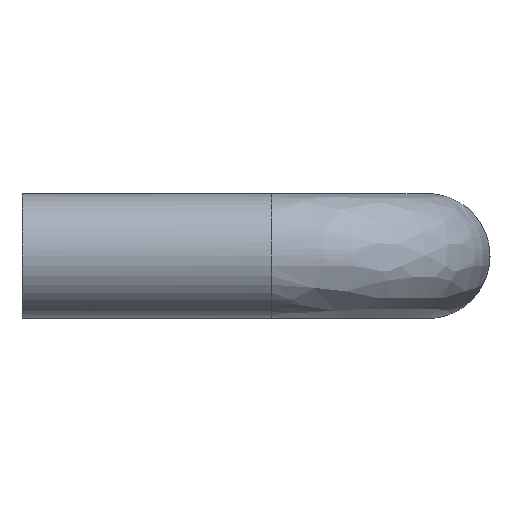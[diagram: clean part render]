
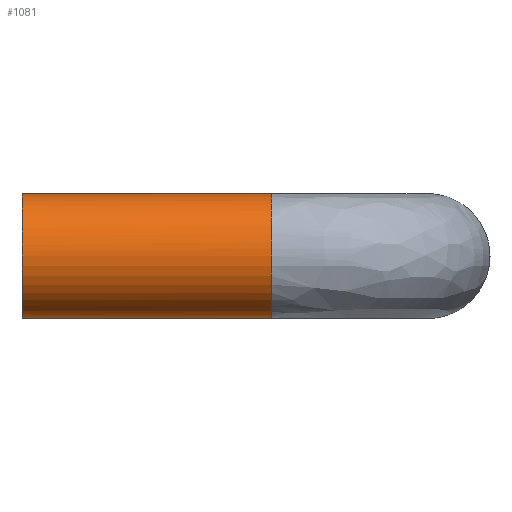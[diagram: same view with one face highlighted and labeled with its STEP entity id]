
A CAD part, left-side view. The second image highlights one B-rep face of the part: STEP entity #1081.
In plain terms, the highlighted free-form (B-spline) face has degree [2, 1] with [7, 2] control points.
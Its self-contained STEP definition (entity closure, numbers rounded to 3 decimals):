
#884=CARTESIAN_POINT('',(1.937,-16.0,-3.5));
#885=VERTEX_POINT('',#884);
#901=CARTESIAN_POINT('',(1.937,0.,-3.5));
#902=VERTEX_POINT('',#901);
#903=CARTESIAN_POINT('',(1.937,0.,-3.5));
#904=CARTESIAN_POINT('',(1.937,-16.0,-3.5));
#905=QUASI_UNIFORM_CURVE('',1,(#903,#904),.UNSPECIFIED.,.F.,.U.);
#906=EDGE_CURVE('',#902,#885,#905,.T.);
#923=CARTESIAN_POINT('',(2.949,0.,2.702));
#924=VERTEX_POINT('',#923);
#938=CARTESIAN_POINT('',(2.949,-16.,2.702));
#939=VERTEX_POINT('',#938);
#940=CARTESIAN_POINT('',(2.949,0.,2.702));
#941=CARTESIAN_POINT('',(2.949,-16.,2.702));
#942=QUASI_UNIFORM_CURVE('',1,(#940,#941),.UNSPECIFIED.,.F.,.U.);
#943=EDGE_CURVE('',#924,#939,#942,.T.);
#961=CARTESIAN_POINT('',(2.949,0.4,2.702));
#962=CARTESIAN_POINT('',(0.247,0.4,5.651));
#963=CARTESIAN_POINT('',(-2.702,0.4,2.949));
#964=CARTESIAN_POINT('',(-5.651,0.4,0.247));
#965=CARTESIAN_POINT('',(-2.949,0.4,-2.702));
#966=CARTESIAN_POINT('',(-0.82,0.4,-5.026));
#967=CARTESIAN_POINT('',(1.937,0.4,-3.5));
#968=CARTESIAN_POINT('',(2.949,-16.41,2.702));
#969=CARTESIAN_POINT('',(0.247,-16.41,5.651));
#970=CARTESIAN_POINT('',(-2.702,-16.41,2.949));
#971=CARTESIAN_POINT('',(-5.651,-16.41,0.247));
#972=CARTESIAN_POINT('',(-2.949,-16.41,-2.702));
#973=CARTESIAN_POINT('',(-0.82,-16.41,-5.026));
#974=CARTESIAN_POINT('',(1.937,-16.41,-3.5));
#982=(BOUNDED_SURFACE()B_SPLINE_SURFACE(2,1,((#961,#968),(#962,#969),(#963,#970),(#964,#971),(#965,#972),(#966,#973),(#967,#974)),.UNSPECIFIED.,.F.,.F.,.U.)B_SPLINE_SURFACE_WITH_KNOTS((3,2,2,3),(2,2),(0.0,6.627,13.255,18.822),(0.0,16.81),.UNSPECIFIED.)GEOMETRIC_REPRESENTATION_ITEM()RATIONAL_B_SPLINE_SURFACE(((1.0,1.0),(0.707,0.707),(1.0,1.0),(0.707,0.707),(1.0,1.0),(0.754,0.754),(0.921,0.921)))REPRESENTATION_ITEM('')SURFACE());
#983=CARTESIAN_POINT('',(-0.279,-16.,-3.99));
#984=VERTEX_POINT('',#983);
#985=CARTESIAN_POINT('',(-0.279,-16.,-3.99));
#986=CARTESIAN_POINT('',(-0.14,-16.,-4.));
#987=CARTESIAN_POINT('',(0.,-16.0,-4.0));
#988=CARTESIAN_POINT('',(1.033,-16.,-4.));
#989=CARTESIAN_POINT('',(1.937,-16.,-3.5));
#997=(BOUNDED_CURVE()B_SPLINE_CURVE(2,(#985,#986,#987,#988,#989),.UNSPECIFIED.,.F.,.U.)B_SPLINE_CURVE_WITH_KNOTS((3,2,3),(0.238,0.25,0.332),.UNSPECIFIED.)CURVE()GEOMETRIC_REPRESENTATION_ITEM()RATIONAL_B_SPLINE_CURVE((0.973,0.986,1.0,0.903,0.87))REPRESENTATION_ITEM(''));
#998=EDGE_CURVE('',#984,#885,#997,.T.);
#999=ORIENTED_EDGE('',*,*,#998,.F.);
#1000=CARTESIAN_POINT('',(-4.,-16.0,0.0));
#1001=VERTEX_POINT('',#1000);
#1002=CARTESIAN_POINT('',(-4.,-16.0,0.0));
#1003=CARTESIAN_POINT('',(-4.,-16.,-3.73));
#1004=CARTESIAN_POINT('',(-0.279,-16.,-3.99));
#1012=(BOUNDED_CURVE()B_SPLINE_CURVE(2,(#1002,#1003,#1004),.UNSPECIFIED.,.F.,.U.)B_SPLINE_CURVE_WITH_KNOTS((3,3),(0.0,0.238),.UNSPECIFIED.)CURVE()GEOMETRIC_REPRESENTATION_ITEM()RATIONAL_B_SPLINE_CURVE((1.0,0.721,0.973))REPRESENTATION_ITEM(''));
#1013=EDGE_CURVE('',#1001,#984,#1012,.T.);
#1014=ORIENTED_EDGE('',*,*,#1013,.F.);
#1015=CARTESIAN_POINT('',(0.05,-16.,4.));
#1016=VERTEX_POINT('',#1015);
#1017=CARTESIAN_POINT('',(0.05,-16.,4.));
#1018=CARTESIAN_POINT('',(0.025,-16.,4.));
#1019=CARTESIAN_POINT('',(0.,-16.0,4.0));
#1020=CARTESIAN_POINT('',(-4.,-16.,4.));
#1021=CARTESIAN_POINT('',(-4.,-16.0,0.0));
#1029=(BOUNDED_CURVE()B_SPLINE_CURVE(2,(#1017,#1018,#1019,#1020,#1021),.UNSPECIFIED.,.F.,.U.)B_SPLINE_CURVE_WITH_KNOTS((3,2,3),(0.748,0.75,1.0),.UNSPECIFIED.)CURVE()GEOMETRIC_REPRESENTATION_ITEM()RATIONAL_B_SPLINE_CURVE((0.995,0.997,1.0,0.707,1.0))REPRESENTATION_ITEM(''));
#1030=EDGE_CURVE('',#1016,#1001,#1029,.T.);
#1031=ORIENTED_EDGE('',*,*,#1030,.F.);
#1032=CARTESIAN_POINT('',(2.949,-16.,2.702));
#1033=CARTESIAN_POINT('',(1.78,-16.,3.978));
#1034=CARTESIAN_POINT('',(0.05,-16.,4.));
#1042=(BOUNDED_CURVE()B_SPLINE_CURVE(2,(#1032,#1033,#1034),.UNSPECIFIED.,.F.,.U.)B_SPLINE_CURVE_WITH_KNOTS((3,3),(0.618,0.748),.UNSPECIFIED.)CURVE()GEOMETRIC_REPRESENTATION_ITEM()RATIONAL_B_SPLINE_CURVE((0.854,0.846,0.995))REPRESENTATION_ITEM(''));
#1043=EDGE_CURVE('',#939,#1016,#1042,.T.);
#1044=ORIENTED_EDGE('',*,*,#1043,.F.);
#1045=ORIENTED_EDGE('',*,*,#943,.F.);
#1046=CARTESIAN_POINT('',(-4.0,0.0,0.0));
#1047=VERTEX_POINT('',#1046);
#1048=CARTESIAN_POINT('',(2.949,0.,2.702));
#1049=CARTESIAN_POINT('',(1.76,0.0,4.));
#1050=CARTESIAN_POINT('',(0.0,0.0,4.0));
#1051=CARTESIAN_POINT('',(-4.,0.0,4.));
#1052=CARTESIAN_POINT('',(-4.0,0.0,0.0));
#1060=(BOUNDED_CURVE()B_SPLINE_CURVE(2,(#1048,#1049,#1050,#1051,#1052),.UNSPECIFIED.,.F.,.U.)B_SPLINE_CURVE_WITH_KNOTS((3,2,3),(0.618,0.75,1.0),.UNSPECIFIED.)CURVE()GEOMETRIC_REPRESENTATION_ITEM()RATIONAL_B_SPLINE_CURVE((0.854,0.846,1.0,0.707,1.0))REPRESENTATION_ITEM(''));
#1061=EDGE_CURVE('',#924,#1047,#1060,.T.);
#1062=ORIENTED_EDGE('',*,*,#1061,.T.);
#1063=CARTESIAN_POINT('',(-4.0,0.0,0.0));
#1064=CARTESIAN_POINT('',(-4.,0.0,-4.));
#1065=CARTESIAN_POINT('',(0.0,0.0,-4.0));
#1066=CARTESIAN_POINT('',(1.033,0.0,-4.0));
#1067=CARTESIAN_POINT('',(1.937,0.,-3.5));
#1075=(BOUNDED_CURVE()B_SPLINE_CURVE(2,(#1063,#1064,#1065,#1066,#1067),.UNSPECIFIED.,.F.,.U.)B_SPLINE_CURVE_WITH_KNOTS((3,2,3),(0.0,0.25,0.332),.UNSPECIFIED.)CURVE()GEOMETRIC_REPRESENTATION_ITEM()RATIONAL_B_SPLINE_CURVE((1.0,0.707,1.0,0.903,0.87))REPRESENTATION_ITEM(''));
#1076=EDGE_CURVE('',#1047,#902,#1075,.T.);
#1077=ORIENTED_EDGE('',*,*,#1076,.T.);
#1078=ORIENTED_EDGE('',*,*,#906,.T.);
#1079=EDGE_LOOP('',(#999,#1014,#1031,#1044,#1045,#1062,#1077,#1078));
#1080=FACE_OUTER_BOUND('',#1079,.T.);
#1081=ADVANCED_FACE('',(#1080),#982,.T.);
